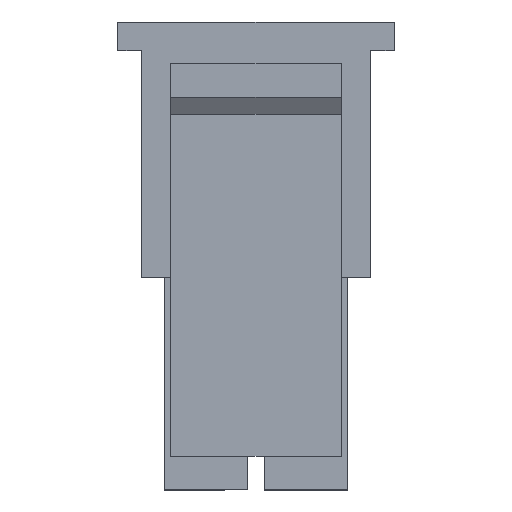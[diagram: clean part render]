
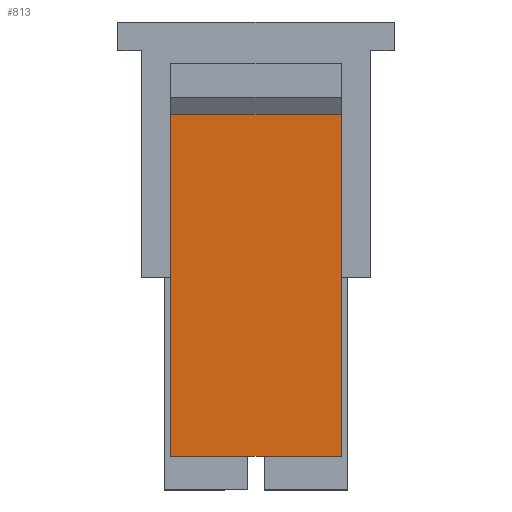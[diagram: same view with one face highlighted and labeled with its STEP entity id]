
A CAD part, top view. The second image highlights one B-rep face of the part: STEP entity #813.
In plain terms, the highlighted planar face has unit normal (0, 0, 1).
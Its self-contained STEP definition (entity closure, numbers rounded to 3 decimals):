
#630=CARTESIAN_POINT('',(1.013,0.863,3.84));
#631=VERTEX_POINT('',#630);
#638=CARTESIAN_POINT('',(1.013,-9.066,3.84));
#639=VERTEX_POINT('',#638);
#640=CARTESIAN_POINT('',(1.013,0.863,3.84));
#641=DIRECTION('',(0.,-1.,0.));
#642=VECTOR('',#641,9.929);
#643=LINE('',#640,#642);
#644=EDGE_CURVE('',#631,#639,#643,.T.);
#680=CARTESIAN_POINT('',(-3.922,0.863,3.84));
#681=VERTEX_POINT('',#680);
#725=CARTESIAN_POINT('',(-3.922,-9.066,3.84));
#726=VERTEX_POINT('',#725);
#733=CARTESIAN_POINT('',(-3.922,-9.066,3.84));
#734=DIRECTION('',(0.,1.,0.));
#735=VECTOR('',#734,9.929);
#736=LINE('',#733,#735);
#737=EDGE_CURVE('',#726,#681,#736,.T.);
#792=CARTESIAN_POINT('',(-3.922,-1.576,3.84));
#793=DIRECTION('',(0.,-1.,0.));
#794=DIRECTION('',(0.,0.,1.));
#795=AXIS2_PLACEMENT_3D('',#792,#794,#793);
#796=PLANE('',#795);
#797=CARTESIAN_POINT('',(1.013,0.863,3.84));
#798=DIRECTION('',(-1.,0.,0.));
#799=VECTOR('',#798,4.936);
#800=LINE('',#797,#799);
#801=EDGE_CURVE('',#631,#681,#800,.T.);
#802=ORIENTED_EDGE('',*,*,#801,.T.);
#803=ORIENTED_EDGE('',*,*,#737,.F.);
#804=CARTESIAN_POINT('',(-3.922,-9.066,3.84));
#805=DIRECTION('',(1.,0.,0.));
#806=VECTOR('',#805,4.936);
#807=LINE('',#804,#806);
#808=EDGE_CURVE('',#726,#639,#807,.T.);
#809=ORIENTED_EDGE('',*,*,#808,.T.);
#810=ORIENTED_EDGE('',*,*,#644,.F.);
#811=EDGE_LOOP('',(#802,#803,#809,#810));
#812=FACE_OUTER_BOUND('',#811,.T.);
#813=ADVANCED_FACE('',(#812),#796,.T.);
